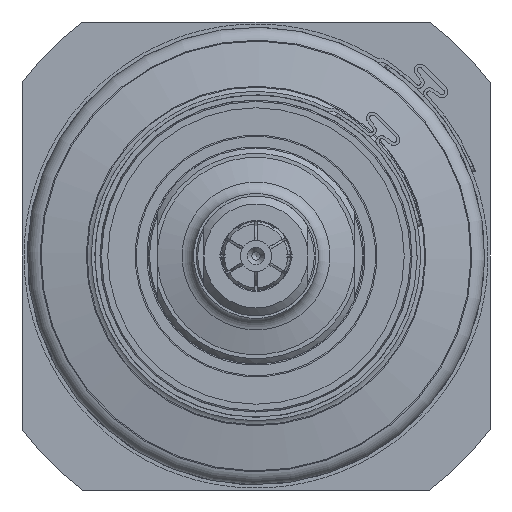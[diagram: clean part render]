
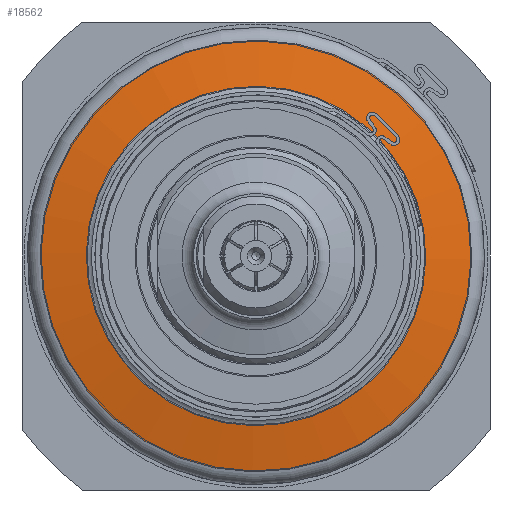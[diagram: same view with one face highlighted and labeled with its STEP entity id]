
A CAD part, left-side view. The second image highlights one B-rep face of the part: STEP entity #18562.
In plain terms, the highlighted conical face has half-angle 80 degrees and reference radius 37.087 mm.
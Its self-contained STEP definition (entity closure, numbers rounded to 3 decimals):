
#516=CONICAL_SURFACE('',#20005,37.087,1.396);
#1008=LINE('',#29645,#1895);
#1895=VECTOR('',#23510,37.087);
#3354=FACE_OUTER_BOUND('',#4359,.T.);
#4359=EDGE_LOOP('',(#13079,#13080,#13081,#13082,#13083,#13084,#13085,#13086));
#5566=CIRCLE('',#20002,32.653);
#5567=CIRCLE('',#20003,32.653);
#5568=CIRCLE('',#20004,32.653);
#5569=CIRCLE('',#20006,41.521);
#5570=CIRCLE('',#20007,41.521);
#5571=CIRCLE('',#20008,41.521);
#7210=VERTEX_POINT('',#29632);
#7211=VERTEX_POINT('',#29634);
#7212=VERTEX_POINT('',#29636);
#7213=VERTEX_POINT('',#29640);
#7214=VERTEX_POINT('',#29641);
#7215=VERTEX_POINT('',#29643);
#9407=EDGE_CURVE('',#7211,#7210,#5566,.T.);
#9408=EDGE_CURVE('',#7212,#7211,#5567,.T.);
#9409=EDGE_CURVE('',#7210,#7212,#5568,.T.);
#9410=EDGE_CURVE('',#7213,#7214,#5569,.T.);
#9411=EDGE_CURVE('',#7215,#7213,#5570,.T.);
#9412=EDGE_CURVE('',#7215,#7212,#1008,.T.);
#9413=EDGE_CURVE('',#7214,#7215,#5571,.T.);
#13079=ORIENTED_EDGE('',*,*,#9410,.F.);
#13080=ORIENTED_EDGE('',*,*,#9411,.F.);
#13081=ORIENTED_EDGE('',*,*,#9412,.T.);
#13082=ORIENTED_EDGE('',*,*,#9408,.T.);
#13083=ORIENTED_EDGE('',*,*,#9407,.T.);
#13084=ORIENTED_EDGE('',*,*,#9409,.T.);
#13085=ORIENTED_EDGE('',*,*,#9412,.F.);
#13086=ORIENTED_EDGE('',*,*,#9413,.F.);
#18562=ADVANCED_FACE('',(#3354),#516,.T.);
#20002=AXIS2_PLACEMENT_3D('',#29635,#23498,#23499);
#20003=AXIS2_PLACEMENT_3D('',#29637,#23500,#23501);
#20004=AXIS2_PLACEMENT_3D('',#29638,#23502,#23503);
#20005=AXIS2_PLACEMENT_3D('',#29639,#23504,#23505);
#20006=AXIS2_PLACEMENT_3D('',#29642,#23506,#23507);
#20007=AXIS2_PLACEMENT_3D('',#29644,#23508,#23509);
#20008=AXIS2_PLACEMENT_3D('',#29646,#23511,#23512);
#23498=DIRECTION('center_axis',(1.,0.,0.));
#23499=DIRECTION('ref_axis',(0.,-0.157,-0.988));
#23500=DIRECTION('center_axis',(1.,0.,0.));
#23501=DIRECTION('ref_axis',(0.,-0.157,-0.988));
#23502=DIRECTION('center_axis',(1.,0.,0.));
#23503=DIRECTION('ref_axis',(0.,-0.157,-0.988));
#23504=DIRECTION('center_axis',(1.,0.,0.));
#23505=DIRECTION('ref_axis',(0.,0.988,-0.157));
#23506=DIRECTION('center_axis',(1.,0.,0.));
#23507=DIRECTION('ref_axis',(0.,-0.157,-0.988));
#23508=DIRECTION('center_axis',(1.,0.,0.));
#23509=DIRECTION('ref_axis',(0.,-0.157,-0.988));
#23510=DIRECTION('',(-0.174,0.973,-0.155));
#23511=DIRECTION('center_axis',(1.,0.,0.));
#23512=DIRECTION('ref_axis',(0.,-0.157,-0.988));
#29632=CARTESIAN_POINT('',(53.006,5.135,32.246));
#29634=CARTESIAN_POINT('',(53.006,32.246,-5.135));
#29635=CARTESIAN_POINT('Origin',(53.006,0.,
0.));
#29636=CARTESIAN_POINT('',(53.006,-32.246,5.135));
#29637=CARTESIAN_POINT('Origin',(53.006,0.,
0.));
#29638=CARTESIAN_POINT('Origin',(53.006,0.,
0.));
#29639=CARTESIAN_POINT('Origin',(53.788,0.,
0.));
#29640=CARTESIAN_POINT('',(54.57,41.004,-6.53));
#29641=CARTESIAN_POINT('',(54.57,6.53,41.004));
#29642=CARTESIAN_POINT('Origin',(54.57,0.,
0.));
#29643=CARTESIAN_POINT('',(54.57,-41.004,6.53));
#29644=CARTESIAN_POINT('Origin',(54.57,0.,
0.));
#29645=CARTESIAN_POINT('',(53.788,-36.625,5.833));
#29646=CARTESIAN_POINT('Origin',(54.57,0.,
0.));
